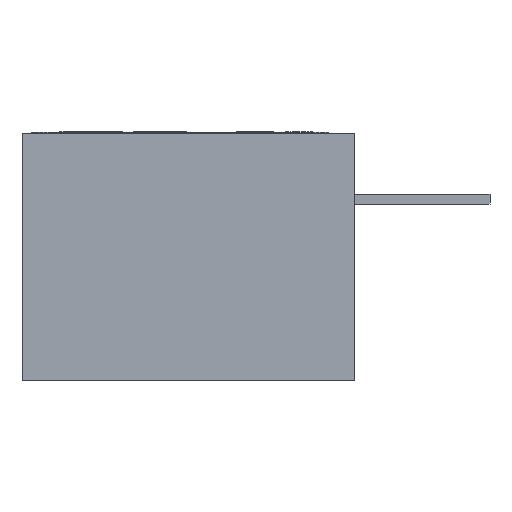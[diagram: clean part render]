
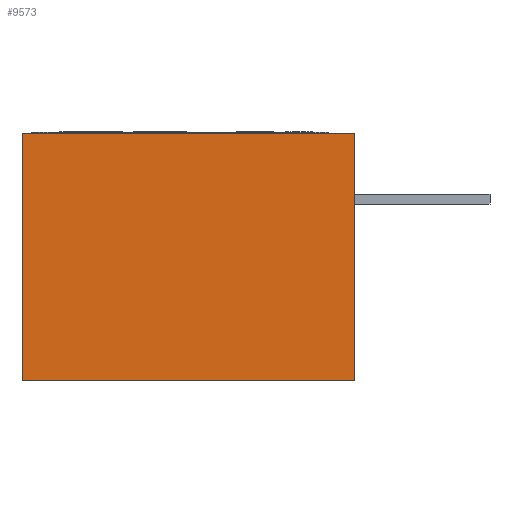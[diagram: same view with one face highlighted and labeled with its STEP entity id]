
A CAD part, left-side view. The second image highlights one B-rep face of the part: STEP entity #9573.
In plain terms, the highlighted planar face has unit normal (-1, 0, 0).
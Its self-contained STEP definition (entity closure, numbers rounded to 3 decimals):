
#9280 = PLANE('',#9281);
#9281 = AXIS2_PLACEMENT_3D('',#9282,#9283,#9284);
#9282 = CARTESIAN_POINT('',(-5.85,-4.8,3.75));
#9283 = DIRECTION('',(0.,0.,1.));
#9284 = DIRECTION('',(1.,0.,0.));
#9334 = PLANE('',#9335);
#9335 = AXIS2_PLACEMENT_3D('',#9336,#9337,#9338);
#9336 = CARTESIAN_POINT('',(-5.85,-4.8,-3.75));
#9337 = DIRECTION('',(0.,0.,1.));
#9338 = DIRECTION('',(1.,0.,0.));
#9573 = ADVANCED_FACE('',(#9574),#9588,.F.);
#9574 = FACE_BOUND('',#9575,.T.);
#9575 = EDGE_LOOP('',(#9576,#9606,#9634,#9657));
#9576 = ORIENTED_EDGE('',*,*,#9577,.T.);
#9577 = EDGE_CURVE('',#9578,#9580,#9582,.T.);
#9578 = VERTEX_POINT('',#9579);
#9579 = CARTESIAN_POINT('',(-5.85,4.8,-3.75));
#9580 = VERTEX_POINT('',#9581);
#9581 = CARTESIAN_POINT('',(-5.85,-5.3,-3.75));
#9582 = SURFACE_CURVE('',#9583,(#9587,#9599),.PCURVE_S1.);
#9583 = LINE('',#9584,#9585);
#9584 = CARTESIAN_POINT('',(-5.85,4.8,-3.75));
#9585 = VECTOR('',#9586,1.);
#9586 = DIRECTION('',(0.,-1.,0.));
#9587 = PCURVE('',#9588,#9593);
#9588 = PLANE('',#9589);
#9589 = AXIS2_PLACEMENT_3D('',#9590,#9591,#9592);
#9590 = CARTESIAN_POINT('',(-5.85,4.8,3.75));
#9591 = DIRECTION('',(1.,0.,0.));
#9592 = DIRECTION('',(0.,1.,0.));
#9593 = DEFINITIONAL_REPRESENTATION('',(#9594),#9598);
#9594 = LINE('',#9595,#9596);
#9595 = CARTESIAN_POINT('',(0.,-7.5));
#9596 = VECTOR('',#9597,1.);
#9597 = DIRECTION('',(-1.,0.));
#9598 = ( GEOMETRIC_REPRESENTATION_CONTEXT(2) 
PARAMETRIC_REPRESENTATION_CONTEXT() REPRESENTATION_CONTEXT('2D SPACE',''
  ) );
#9599 = PCURVE('',#9334,#9600);
#9600 = DEFINITIONAL_REPRESENTATION('',(#9601),#9605);
#9601 = LINE('',#9602,#9603);
#9602 = CARTESIAN_POINT('',(0.,9.6));
#9603 = VECTOR('',#9604,1.);
#9604 = DIRECTION('',(0.,-1.));
#9605 = ( GEOMETRIC_REPRESENTATION_CONTEXT(2) 
PARAMETRIC_REPRESENTATION_CONTEXT() REPRESENTATION_CONTEXT('2D SPACE',''
  ) );
#9606 = ORIENTED_EDGE('',*,*,#9607,.F.);
#9607 = EDGE_CURVE('',#9608,#9580,#9610,.T.);
#9608 = VERTEX_POINT('',#9609);
#9609 = CARTESIAN_POINT('',(-5.85,-5.3,3.75));
#9610 = SURFACE_CURVE('',#9611,(#9615,#9622),.PCURVE_S1.);
#9611 = LINE('',#9612,#9613);
#9612 = CARTESIAN_POINT('',(-5.85,-5.3,3.75));
#9613 = VECTOR('',#9614,1.);
#9614 = DIRECTION('',(0.,0.,-1.));
#9615 = PCURVE('',#9588,#9616);
#9616 = DEFINITIONAL_REPRESENTATION('',(#9617),#9621);
#9617 = LINE('',#9618,#9619);
#9618 = CARTESIAN_POINT('',(-10.1,0.));
#9619 = VECTOR('',#9620,1.);
#9620 = DIRECTION('',(0.,-1.));
#9621 = ( GEOMETRIC_REPRESENTATION_CONTEXT(2) 
PARAMETRIC_REPRESENTATION_CONTEXT() REPRESENTATION_CONTEXT('2D SPACE',''
  ) );
#9622 = PCURVE('',#9623,#9628);
#9623 = PLANE('',#9624);
#9624 = AXIS2_PLACEMENT_3D('',#9625,#9626,#9627);
#9625 = CARTESIAN_POINT('',(-5.85,-5.3,3.75));
#9626 = DIRECTION('',(0.,-1.,0.));
#9627 = DIRECTION('',(0.,0.,-1.));
#9628 = DEFINITIONAL_REPRESENTATION('',(#9629),#9633);
#9629 = LINE('',#9630,#9631);
#9630 = CARTESIAN_POINT('',(0.,0.));
#9631 = VECTOR('',#9632,1.);
#9632 = DIRECTION('',(1.,0.));
#9633 = ( GEOMETRIC_REPRESENTATION_CONTEXT(2) 
PARAMETRIC_REPRESENTATION_CONTEXT() REPRESENTATION_CONTEXT('2D SPACE',''
  ) );
#9634 = ORIENTED_EDGE('',*,*,#9635,.F.);
#9635 = EDGE_CURVE('',#9636,#9608,#9638,.T.);
#9636 = VERTEX_POINT('',#9637);
#9637 = CARTESIAN_POINT('',(-5.85,4.8,3.75));
#9638 = SURFACE_CURVE('',#9639,(#9643,#9650),.PCURVE_S1.);
#9639 = LINE('',#9640,#9641);
#9640 = CARTESIAN_POINT('',(-5.85,4.8,3.75));
#9641 = VECTOR('',#9642,1.);
#9642 = DIRECTION('',(0.,-1.,0.));
#9643 = PCURVE('',#9588,#9644);
#9644 = DEFINITIONAL_REPRESENTATION('',(#9645),#9649);
#9645 = LINE('',#9646,#9647);
#9646 = CARTESIAN_POINT('',(0.,0.));
#9647 = VECTOR('',#9648,1.);
#9648 = DIRECTION('',(-1.,0.));
#9649 = ( GEOMETRIC_REPRESENTATION_CONTEXT(2) 
PARAMETRIC_REPRESENTATION_CONTEXT() REPRESENTATION_CONTEXT('2D SPACE',''
  ) );
#9650 = PCURVE('',#9280,#9651);
#9651 = DEFINITIONAL_REPRESENTATION('',(#9652),#9656);
#9652 = LINE('',#9653,#9654);
#9653 = CARTESIAN_POINT('',(0.,9.6));
#9654 = VECTOR('',#9655,1.);
#9655 = DIRECTION('',(0.,-1.));
#9656 = ( GEOMETRIC_REPRESENTATION_CONTEXT(2) 
PARAMETRIC_REPRESENTATION_CONTEXT() REPRESENTATION_CONTEXT('2D SPACE',''
  ) );
#9657 = ORIENTED_EDGE('',*,*,#9658,.T.);
#9658 = EDGE_CURVE('',#9636,#9578,#9659,.T.);
#9659 = SURFACE_CURVE('',#9660,(#9664,#9671),.PCURVE_S1.);
#9660 = LINE('',#9661,#9662);
#9661 = CARTESIAN_POINT('',(-5.85,4.8,3.75));
#9662 = VECTOR('',#9663,1.);
#9663 = DIRECTION('',(0.,0.,-1.));
#9664 = PCURVE('',#9588,#9665);
#9665 = DEFINITIONAL_REPRESENTATION('',(#9666),#9670);
#9666 = LINE('',#9667,#9668);
#9667 = CARTESIAN_POINT('',(0.,0.));
#9668 = VECTOR('',#9669,1.);
#9669 = DIRECTION('',(0.,-1.));
#9670 = ( GEOMETRIC_REPRESENTATION_CONTEXT(2) 
PARAMETRIC_REPRESENTATION_CONTEXT() REPRESENTATION_CONTEXT('2D SPACE',''
  ) );
#9671 = PCURVE('',#9672,#9677);
#9672 = PLANE('',#9673);
#9673 = AXIS2_PLACEMENT_3D('',#9674,#9675,#9676);
#9674 = CARTESIAN_POINT('',(-5.85,4.8,3.75));
#9675 = DIRECTION('',(0.,-1.,0.));
#9676 = DIRECTION('',(1.,0.,0.));
#9677 = DEFINITIONAL_REPRESENTATION('',(#9678),#9682);
#9678 = LINE('',#9679,#9680);
#9679 = CARTESIAN_POINT('',(0.,0.));
#9680 = VECTOR('',#9681,1.);
#9681 = DIRECTION('',(0.,-1.));
#9682 = ( GEOMETRIC_REPRESENTATION_CONTEXT(2) 
PARAMETRIC_REPRESENTATION_CONTEXT() REPRESENTATION_CONTEXT('2D SPACE',''
  ) );
